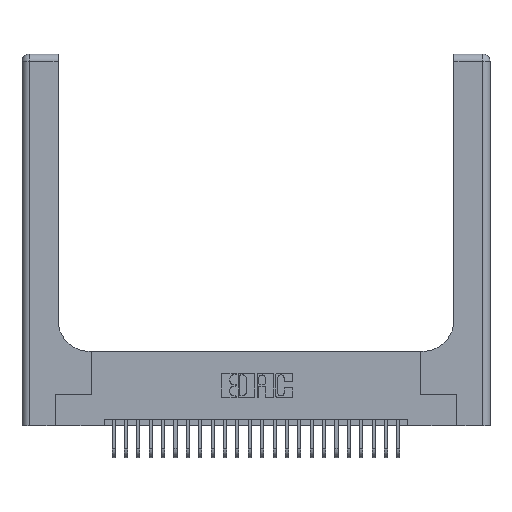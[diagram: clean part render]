
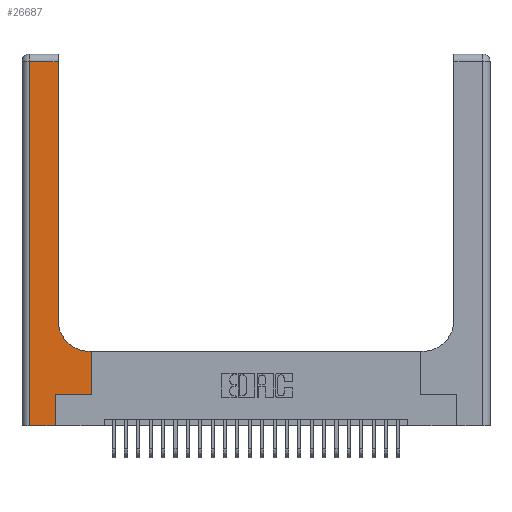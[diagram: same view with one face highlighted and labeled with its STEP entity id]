
A CAD part, top view. The second image highlights one B-rep face of the part: STEP entity #26687.
In plain terms, the highlighted planar face has unit normal (0, 0, 1).
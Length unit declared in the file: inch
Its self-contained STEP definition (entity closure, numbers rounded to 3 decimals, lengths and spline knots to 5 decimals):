
#123 = CARTESIAN_POINT ( 'NONE',  ( 0.06, 2.94, 0.37 ) ) ;
#606 = VERTEX_POINT ( 'NONE', #16919 ) ;
#998 = EDGE_CURVE ( 'NONE', #1222, #10818, #17902, .T. ) ;
#1116 = EDGE_CURVE ( 'NONE', #11786, #27628, #25206, .T. ) ;
#1222 = VERTEX_POINT ( 'NONE', #123 ) ;
#1317 = DIRECTION ( 'NONE',  ( 0., 1., 0. ) ) ;
#1960 = ORIENTED_EDGE ( 'NONE', *, *, #998, .T. ) ;
#2332 = DIRECTION ( 'NONE',  ( -1., 0., 0. ) ) ;
#2369 = CARTESIAN_POINT ( 'NONE',  ( 0.2915, 0.6, 0.37 ) ) ;
#2709 = CARTESIAN_POINT ( 'NONE',  ( 0.5415, 0.6, 0.37 ) ) ;
#2929 = LINE ( 'NONE', #14528, #25890 ) ;
#2940 = CARTESIAN_POINT ( 'NONE',  ( 0.2915, 2.94, 0.37 ) ) ;
#3249 = AXIS2_PLACEMENT_3D ( 'NONE', #12429, #8115, #23172 ) ;
#3399 = VECTOR ( 'NONE', #24688, 39.37008 ) ;
#3698 = PLANE ( 'NONE',  #3249 ) ;
#3999 = EDGE_CURVE ( 'NONE', #25825, #1222, #21107, .T. ) ;
#4641 = CARTESIAN_POINT ( 'NONE',  ( 0.06, 0., 0.37 ) ) ;
#5040 = DIRECTION ( 'NONE',  ( 1., 0., 0. ) ) ;
#6458 = CARTESIAN_POINT ( 'NONE',  ( 0.269, 0., 0.37 ) ) ;
#6538 = DIRECTION ( 'NONE',  ( 0., -1., 0. ) ) ;
#6874 = CARTESIAN_POINT ( 'NONE',  ( 0.06, 3., 0.37 ) ) ;
#8115 = DIRECTION ( 'NONE',  ( 0., 0., -1. ) ) ;
#8795 = EDGE_LOOP ( 'NONE', ( #27321, #11614, #1960, #13670, #25673, #26352, #27027, #12641, #20374 ) ) ;
#9123 = VECTOR ( 'NONE', #5040, 39.37008 ) ;
#9424 = VECTOR ( 'NONE', #2332, 39.37008 ) ;
#9679 = EDGE_CURVE ( 'NONE', #10818, #11542, #14943, .T. ) ;
#9909 = LINE ( 'NONE', #18272, #3399 ) ;
#10320 = VECTOR ( 'NONE', #27216, 39.37008 ) ;
#10583 = VECTOR ( 'NONE', #11188, 39.37008 ) ;
#10778 = VECTOR ( 'NONE', #6538, 39.37008 ) ;
#10818 = VERTEX_POINT ( 'NONE', #4641 ) ;
#11147 = EDGE_CURVE ( 'NONE', #606, #11786, #2929, .T. ) ;
#11188 = DIRECTION ( 'NONE',  ( 0., 1., 0. ) ) ;
#11542 = VERTEX_POINT ( 'NONE', #13637 ) ;
#11574 = DIRECTION ( 'NONE',  ( 0., 0., -1. ) ) ;
#11614 = ORIENTED_EDGE ( 'NONE', *, *, #3999, .T. ) ;
#11786 = VERTEX_POINT ( 'NONE', #25180 ) ;
#12429 = CARTESIAN_POINT ( 'NONE',  ( 0., 3., 0.37 ) ) ;
#12641 = ORIENTED_EDGE ( 'NONE', *, *, #1116, .T. ) ;
#13083 = DIRECTION ( 'NONE',  ( 0., 1., 0. ) ) ;
#13637 = CARTESIAN_POINT ( 'NONE',  ( 0.269, 0., 0.37 ) ) ;
#13670 = ORIENTED_EDGE ( 'NONE', *, *, #9679, .T. ) ;
#13770 = AXIS2_PLACEMENT_3D ( 'NONE', #24396, #11574, #26558 ) ;
#14528 = CARTESIAN_POINT ( 'NONE',  ( 0.5585, 0.25, 0.37 ) ) ;
#14943 = LINE ( 'NONE', #15948, #9123 ) ;
#15948 = CARTESIAN_POINT ( 'NONE',  ( 0., 0., 0.37 ) ) ;
#16112 = EDGE_CURVE ( 'NONE', #11542, #25878, #26599, .T. ) ;
#16919 = CARTESIAN_POINT ( 'NONE',  ( 0.5585, 0.25, 0.37 ) ) ;
#17902 = LINE ( 'NONE', #6874, #10778 ) ;
#18272 = CARTESIAN_POINT ( 'NONE',  ( 0.269, 0.25, 0.37 ) ) ;
#18326 = CARTESIAN_POINT ( 'NONE',  ( 0.269, 0.25, 0.37 ) ) ;
#19336 = CIRCLE ( 'NONE', #13770, 0.25 ) ;
#19682 = CARTESIAN_POINT ( 'NONE',  ( 0.2915, 3., 0.37 ) ) ;
#20024 = EDGE_CURVE ( 'NONE', #27628, #22886, #19336, .T. ) ;
#20374 = ORIENTED_EDGE ( 'NONE', *, *, #20024, .T. ) ;
#20883 = CARTESIAN_POINT ( 'NONE',  ( 0., 2.94, 0.37 ) ) ;
#20923 = VECTOR ( 'NONE', #13083, 39.37008 ) ;
#21107 = LINE ( 'NONE', #20883, #10320 ) ;
#22029 = LINE ( 'NONE', #19682, #10583 ) ;
#22352 = FACE_OUTER_BOUND ( 'NONE', #8795, .T. ) ;
#22886 = VERTEX_POINT ( 'NONE', #26611 ) ;
#23172 = DIRECTION ( 'NONE',  ( -1., 0., 0. ) ) ;
#24396 = CARTESIAN_POINT ( 'NONE',  ( 0.5415, 0.85, 0.37 ) ) ;
#24688 = DIRECTION ( 'NONE',  ( 1., 0., 0. ) ) ;
#25180 = CARTESIAN_POINT ( 'NONE',  ( 0.5585, 0.6, 0.37 ) ) ;
#25206 = LINE ( 'NONE', #2369, #9424 ) ;
#25673 = ORIENTED_EDGE ( 'NONE', *, *, #16112, .T. ) ;
#25825 = VERTEX_POINT ( 'NONE', #2940 ) ;
#25878 = VERTEX_POINT ( 'NONE', #18326 ) ;
#25890 = VECTOR ( 'NONE', #1317, 39.37008 ) ;
#26352 = ORIENTED_EDGE ( 'NONE', *, *, #26506, .T. ) ;
#26442 = EDGE_CURVE ( 'NONE', #22886, #25825, #22029, .T. ) ;
#26506 = EDGE_CURVE ( 'NONE', #25878, #606, #9909, .T. ) ;
#26558 = DIRECTION ( 'NONE',  ( 1., 0., 0. ) ) ;
#26599 = LINE ( 'NONE', #6458, #20923 ) ;
#26611 = CARTESIAN_POINT ( 'NONE',  ( 0.2915, 0.85, 0.37 ) ) ;
#26687 = ADVANCED_FACE ( 'NONE', ( #22352 ), #3698, .F. ) ;
#27027 = ORIENTED_EDGE ( 'NONE', *, *, #11147, .T. ) ;
#27216 = DIRECTION ( 'NONE',  ( -1., 0., 0. ) ) ;
#27321 = ORIENTED_EDGE ( 'NONE', *, *, #26442, .T. ) ;
#27628 = VERTEX_POINT ( 'NONE', #2709 ) ;
